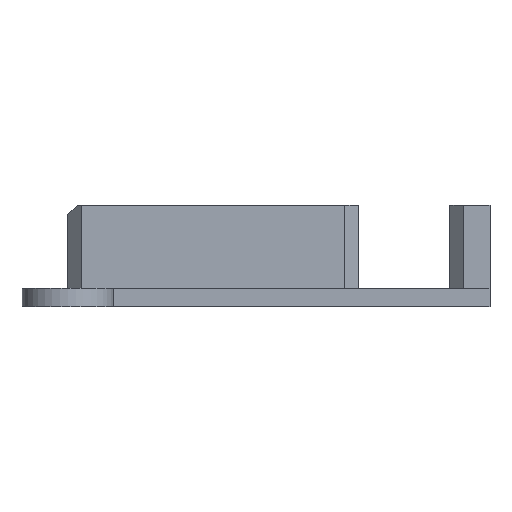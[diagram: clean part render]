
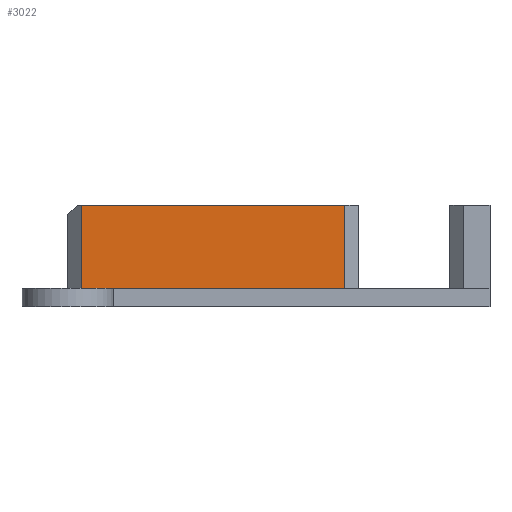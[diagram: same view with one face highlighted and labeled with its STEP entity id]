
A CAD part, left-side view. The second image highlights one B-rep face of the part: STEP entity #3022.
In plain terms, the highlighted planar face has unit normal (-1, 0, 0).
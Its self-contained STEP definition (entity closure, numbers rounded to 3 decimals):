
#32 = PLANE('',#33);
#33 = AXIS2_PLACEMENT_3D('',#34,#35,#36);
#34 = CARTESIAN_POINT('',(38.595,132.085,-10.));
#35 = DIRECTION('',(0.,0.,1.));
#36 = DIRECTION('',(0.,1.,0.));
#768 = VERTEX_POINT('',#769);
#769 = CARTESIAN_POINT('',(-5.,203.5,-10.));
#783 = PLANE('',#784);
#784 = AXIS2_PLACEMENT_3D('',#785,#786,#787);
#785 = CARTESIAN_POINT('',(-3.5,202.,8.194));
#786 = DIRECTION('',(-0.707,-0.707,0.)
  );
#787 = DIRECTION('',(0.,0.,1.));
#795 = EDGE_CURVE('',#796,#768,#798,.T.);
#796 = VERTEX_POINT('',#797);
#797 = CARTESIAN_POINT('',(-5.,261.17,-10.));
#798 = SURFACE_CURVE('',#799,(#803,#810),.PCURVE_S1.);
#799 = LINE('',#800,#801);
#800 = CARTESIAN_POINT('',(-5.,209.3,-10.));
#801 = VECTOR('',#802,1.);
#802 = DIRECTION('',(0.,-1.,0.));
#803 = PCURVE('',#32,#804);
#804 = DEFINITIONAL_REPRESENTATION('',(#805),#809);
#805 = LINE('',#806,#807);
#806 = CARTESIAN_POINT('',(77.215,43.595));
#807 = VECTOR('',#808,1.);
#808 = DIRECTION('',(-1.,0.));
#809 = ( GEOMETRIC_REPRESENTATION_CONTEXT(2) 
PARAMETRIC_REPRESENTATION_CONTEXT() REPRESENTATION_CONTEXT('2D SPACE',''
  ) );
#810 = PCURVE('',#811,#816);
#811 = PLANE('',#812);
#812 = AXIS2_PLACEMENT_3D('',#813,#814,#815);
#813 = CARTESIAN_POINT('',(-5.,232.335,-0.903));
#814 = DIRECTION('',(-1.,0.,0.));
#815 = DIRECTION('',(0.,1.,0.));
#816 = DEFINITIONAL_REPRESENTATION('',(#817),#821);
#817 = LINE('',#818,#819);
#818 = CARTESIAN_POINT('',(-23.035,9.097));
#819 = VECTOR('',#820,1.);
#820 = DIRECTION('',(-1.,0.));
#821 = ( GEOMETRIC_REPRESENTATION_CONTEXT(2) 
PARAMETRIC_REPRESENTATION_CONTEXT() REPRESENTATION_CONTEXT('2D SPACE',''
  ) );
#839 = PLANE('',#840);
#840 = AXIS2_PLACEMENT_3D('',#841,#842,#843);
#841 = CARTESIAN_POINT('',(-3.5,262.67,8.194));
#842 = DIRECTION('',(-0.707,0.707,0.)
  );
#843 = DIRECTION('',(0.,0.,1.));
#2892 = PLANE('',#2893);
#2893 = AXIS2_PLACEMENT_3D('',#2894,#2895,#2896);
#2894 = CARTESIAN_POINT('',(-2.604,226.793,
    8.194));
#2895 = DIRECTION('',(0.,0.,1.));
#2896 = DIRECTION('',(-1.,0.,0.));
#2929 = VERTEX_POINT('',#2930);
#2930 = CARTESIAN_POINT('',(-5.,203.5,8.194));
#2953 = EDGE_CURVE('',#2929,#768,#2954,.T.);
#2954 = SURFACE_CURVE('',#2955,(#2959,#2966),.PCURVE_S1.);
#2955 = LINE('',#2956,#2957);
#2956 = CARTESIAN_POINT('',(-5.,203.5,8.194));
#2957 = VECTOR('',#2958,1.);
#2958 = DIRECTION('',(0.,0.,-1.));
#2959 = PCURVE('',#783,#2960);
#2960 = DEFINITIONAL_REPRESENTATION('',(#2961),#2965);
#2961 = LINE('',#2962,#2963);
#2962 = CARTESIAN_POINT('',(-0.,2.121));
#2963 = VECTOR('',#2964,1.);
#2964 = DIRECTION('',(-1.,0.));
#2965 = ( GEOMETRIC_REPRESENTATION_CONTEXT(2) 
PARAMETRIC_REPRESENTATION_CONTEXT() REPRESENTATION_CONTEXT('2D SPACE',''
  ) );
#2966 = PCURVE('',#811,#2967);
#2967 = DEFINITIONAL_REPRESENTATION('',(#2968),#2972);
#2968 = LINE('',#2969,#2970);
#2969 = CARTESIAN_POINT('',(-28.835,-9.097));
#2970 = VECTOR('',#2971,1.);
#2971 = DIRECTION('',(0.,1.));
#2972 = ( GEOMETRIC_REPRESENTATION_CONTEXT(2) 
PARAMETRIC_REPRESENTATION_CONTEXT() REPRESENTATION_CONTEXT('2D SPACE',''
  ) );
#3022 = ADVANCED_FACE('',(#3023),#811,.T.);
#3023 = FACE_BOUND('',#3024,.T.);
#3024 = EDGE_LOOP('',(#3025,#3026,#3027,#3050));
#3025 = ORIENTED_EDGE('',*,*,#795,.T.);
#3026 = ORIENTED_EDGE('',*,*,#2953,.F.);
#3027 = ORIENTED_EDGE('',*,*,#3028,.F.);
#3028 = EDGE_CURVE('',#3029,#2929,#3031,.T.);
#3029 = VERTEX_POINT('',#3030);
#3030 = CARTESIAN_POINT('',(-5.,261.17,8.194));
#3031 = SURFACE_CURVE('',#3032,(#3036,#3043),.PCURVE_S1.);
#3032 = LINE('',#3033,#3034);
#3033 = CARTESIAN_POINT('',(-5.,209.3,8.194));
#3034 = VECTOR('',#3035,1.);
#3035 = DIRECTION('',(0.,-1.,0.));
#3036 = PCURVE('',#811,#3037);
#3037 = DEFINITIONAL_REPRESENTATION('',(#3038),#3042);
#3038 = LINE('',#3039,#3040);
#3039 = CARTESIAN_POINT('',(-23.035,-9.097));
#3040 = VECTOR('',#3041,1.);
#3041 = DIRECTION('',(-1.,0.));
#3042 = ( GEOMETRIC_REPRESENTATION_CONTEXT(2) 
PARAMETRIC_REPRESENTATION_CONTEXT() REPRESENTATION_CONTEXT('2D SPACE',''
  ) );
#3043 = PCURVE('',#2892,#3044);
#3044 = DEFINITIONAL_REPRESENTATION('',(#3045),#3049);
#3045 = LINE('',#3046,#3047);
#3046 = CARTESIAN_POINT('',(2.396,17.493));
#3047 = VECTOR('',#3048,1.);
#3048 = DIRECTION('',(0.,1.));
#3049 = ( GEOMETRIC_REPRESENTATION_CONTEXT(2) 
PARAMETRIC_REPRESENTATION_CONTEXT() REPRESENTATION_CONTEXT('2D SPACE',''
  ) );
#3050 = ORIENTED_EDGE('',*,*,#3051,.T.);
#3051 = EDGE_CURVE('',#3029,#796,#3052,.T.);
#3052 = SURFACE_CURVE('',#3053,(#3057,#3064),.PCURVE_S1.);
#3053 = LINE('',#3054,#3055);
#3054 = CARTESIAN_POINT('',(-5.,261.17,8.194));
#3055 = VECTOR('',#3056,1.);
#3056 = DIRECTION('',(0.,0.,-1.));
#3057 = PCURVE('',#811,#3058);
#3058 = DEFINITIONAL_REPRESENTATION('',(#3059),#3063);
#3059 = LINE('',#3060,#3061);
#3060 = CARTESIAN_POINT('',(28.835,-9.097));
#3061 = VECTOR('',#3062,1.);
#3062 = DIRECTION('',(0.,1.));
#3063 = ( GEOMETRIC_REPRESENTATION_CONTEXT(2) 
PARAMETRIC_REPRESENTATION_CONTEXT() REPRESENTATION_CONTEXT('2D SPACE',''
  ) );
#3064 = PCURVE('',#839,#3065);
#3065 = DEFINITIONAL_REPRESENTATION('',(#3066),#3070);
#3066 = LINE('',#3067,#3068);
#3067 = CARTESIAN_POINT('',(0.,-2.121));
#3068 = VECTOR('',#3069,1.);
#3069 = DIRECTION('',(-1.,0.));
#3070 = ( GEOMETRIC_REPRESENTATION_CONTEXT(2) 
PARAMETRIC_REPRESENTATION_CONTEXT() REPRESENTATION_CONTEXT('2D SPACE',''
  ) );
